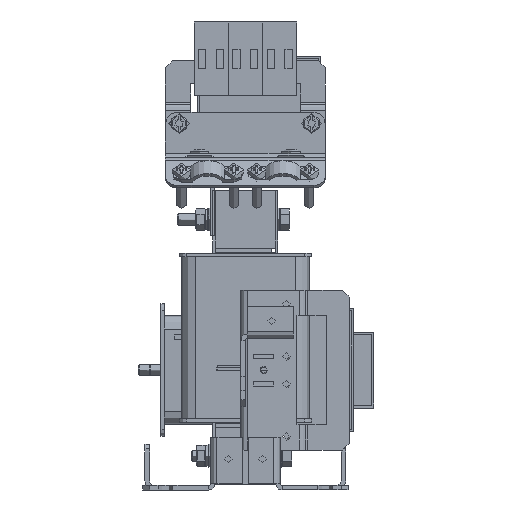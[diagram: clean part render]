
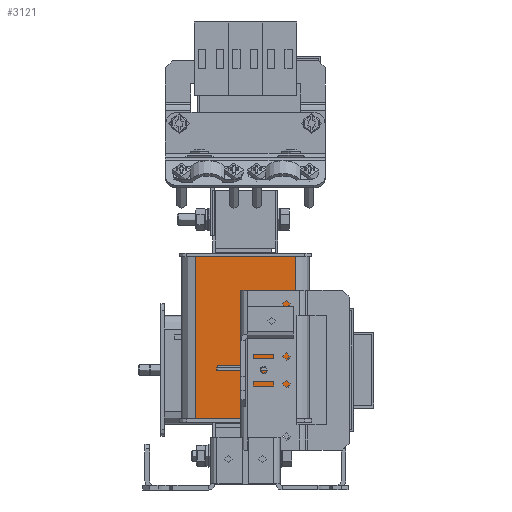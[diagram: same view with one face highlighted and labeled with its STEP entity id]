
A CAD part, left-side view. The second image highlights one B-rep face of the part: STEP entity #3121.
In plain terms, the highlighted face is planar.
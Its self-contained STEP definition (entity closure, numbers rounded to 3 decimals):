
#3121 = ADVANCED_FACE( '', ( #5399 ), #5400, .F. );
#5399 = FACE_OUTER_BOUND( '', #9554, .T. );
#5400 = PLANE( '', #9555 );
#9554 = EDGE_LOOP( '', ( #16878, #16879, #16880, #16881 ) );
#9555 = AXIS2_PLACEMENT_3D( '', #16882, #16883, #16884 );
#16878 = ORIENTED_EDGE( '', *, *, #35886, .F. );
#16879 = ORIENTED_EDGE( '', *, *, #35905, .T. );
#16880 = ORIENTED_EDGE( '', *, *, #35893, .T. );
#16881 = ORIENTED_EDGE( '', *, *, #35906, .T. );
#16882 = CARTESIAN_POINT( '', ( 28., -35.5, 24. ) );
#16883 = DIRECTION( '', ( 0., 0., -1. ) );
#16884 = DIRECTION( '', ( -1., 0., 0. ) );
#35886 = EDGE_CURVE( '', #40839, #40841, #40842, .T. );
#35893 = EDGE_CURVE( '', #40852, #40853, #40854, .T. );
#35905 = EDGE_CURVE( '', #40839, #40852, #40870, .T. );
#35906 = EDGE_CURVE( '', #40853, #40841, #40871, .F. );
#40839 = VERTEX_POINT( '', #48871 );
#40841 = VERTEX_POINT( '', #48873 );
#40842 = LINE( '', #48874, #48875 );
#40852 = VERTEX_POINT( '', #48888 );
#40853 = VERTEX_POINT( '', #48889 );
#40854 = LINE( '', #48890, #48891 );
#40870 = LINE( '', #48914, #48915 );
#40871 = LINE( '', #48916, #48917 );
#48871 = CARTESIAN_POINT( '', ( 22., -35.5, 24. ) );
#48873 = CARTESIAN_POINT( '', ( -22., -35.5, 24. ) );
#48874 = CARTESIAN_POINT( '', ( 28., -35.5, 24. ) );
#48875 = VECTOR( '', #73691, 1000. );
#48888 = CARTESIAN_POINT( '', ( 22., 35.5, 24. ) );
#48889 = CARTESIAN_POINT( '', ( -22., 35.5, 24. ) );
#48890 = CARTESIAN_POINT( '', ( 28., 35.5, 24. ) );
#48891 = VECTOR( '', #73704, 1000. );
#48914 = CARTESIAN_POINT( '', ( 22., -35.5, 24. ) );
#48915 = VECTOR( '', #73724, 1000. );
#48916 = CARTESIAN_POINT( '', ( -22., -35.5, 24. ) );
#48917 = VECTOR( '', #73725, 1000. );
#73691 = DIRECTION( '', ( -1., 0., 0. ) );
#73704 = DIRECTION( '', ( -1., 0., 0. ) );
#73724 = DIRECTION( '', ( 0., 1., 0. ) );
#73725 = DIRECTION( '', ( 0., 1., 0. ) );
